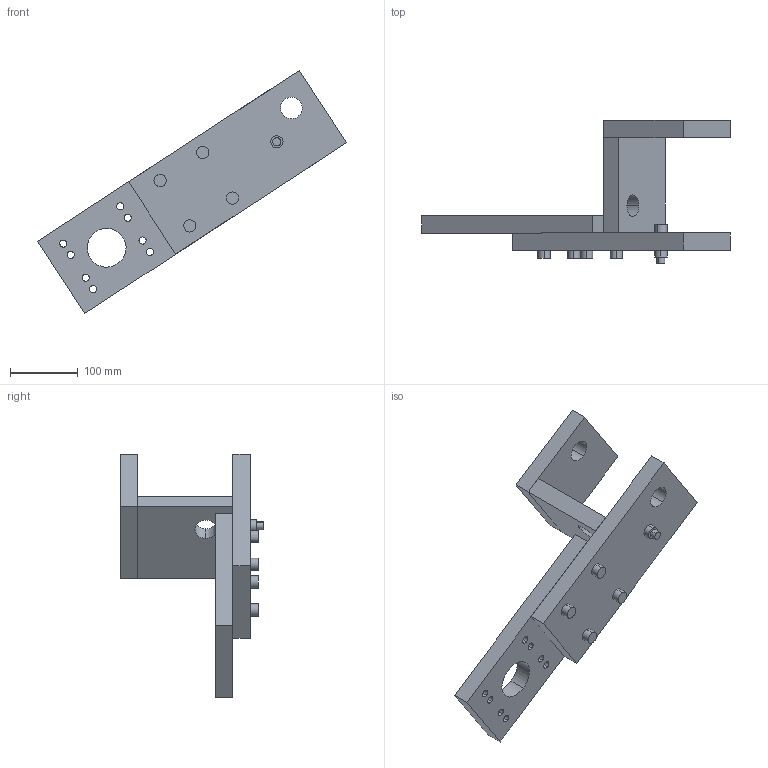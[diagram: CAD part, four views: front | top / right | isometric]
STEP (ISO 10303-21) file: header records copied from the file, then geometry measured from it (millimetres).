
FILE_DESCRIPTION (( 'STEP AP203' ), '1' );
FILE_NAME ('SupportAssembly.STEP', '2012-06-08T00:58:25', ( '' ), ( '' ), 'SwSTEP 2.0', 'SolidWorks 2010', '' );
FILE_SCHEMA (( 'CONFIG_CONTROL_DESIGN' ));
Length unit declared in the file: millimetre
Products named in the file (6): SupportAssembly; SupportBar; InterfacePlate; BridgeBar; LongScrew; MediumNut
Assembly tree (10 placements, depth 2):
  SupportAssembly
    LongScrew  x5
    BridgeBar  x2
    SupportBar
    MediumNut
    InterfacePlate
Bounding box: 454.56 x 210.4 x 357.91 mm (x, y, z)
Volume: 2713636.8 mm3; surface area: 323573.5 mm2
Topology: 10 solids, 10 shells, 107 faces, 246 edges, 164 vertices
Faces by surface type: cylinder 66, plane 41
Entity records: 3066 total; most frequent: DIRECTION 444, CARTESIAN_POINT 384, ORIENTED_EDGE 360, AXIS2_PLACEMENT_3D 180, EDGE_CURVE 180, VERTEX_POINT 120, EDGE_LOOP 114, CIRCLE 96
